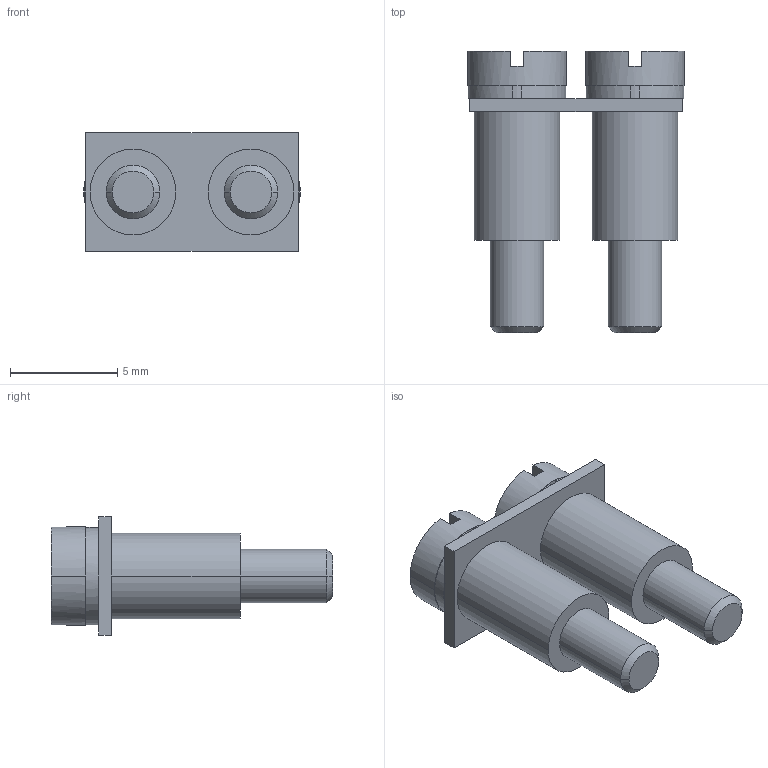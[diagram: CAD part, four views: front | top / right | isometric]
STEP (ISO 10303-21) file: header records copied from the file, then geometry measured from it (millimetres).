
FILE_DESCRIPTION((''),'2;1');
FILE_NAME('ASM0001_ASM','2022-09-21T13:31:05',('klemen.sitar'),('Audax d.o.o.'),'CREO PARAMETRIC BY PTC INC, 2021304','CREO PARAMETRIC BY PTC INC, 2021304','');
FILE_SCHEMA(('AP242_MANAGED_MODEL_BASED_3D_ENGINEERING_MIM_LF { 1 0 10303 442 1 1 4 }'));
Length unit declared in the file: millimetre
Products named in the file (2): PRT0002; ASM0001_ASM
Assembly tree (1 placements, depth 2):
  ASM0001_ASM
    PRT0002
Bounding box: 10.1 x 13.1 x 5.5 mm (x, y, z)
Volume: 292.8 mm3; surface area: 441.2 mm2
Topology: 1 solids, 1 shells, 52 faces, 126 edges, 82 vertices
Faces by surface type: plane 28, cylinder 20, cone 4
Entity records: 2474 total; most frequent: DIRECTION 296, CARTESIAN_POINT 268, ORIENTED_EDGE 252, PRESENTATION_STYLE_ASSIGNMENT 180, STYLED_ITEM 180, CURVE_STYLE 127, EDGE_CURVE 126, AXIS2_PLACEMENT_3D 114
